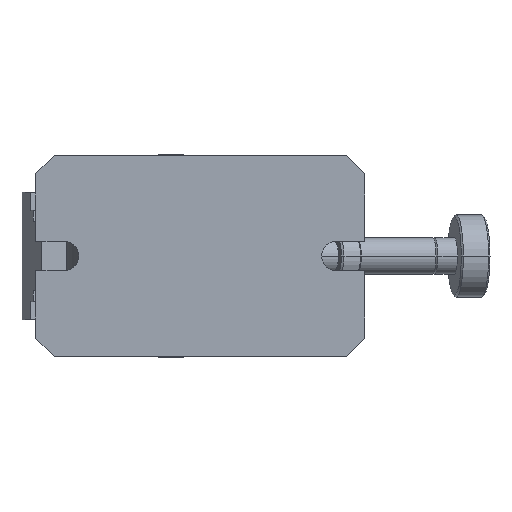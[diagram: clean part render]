
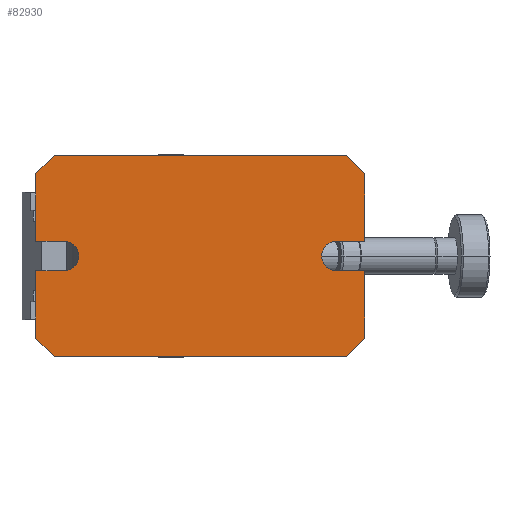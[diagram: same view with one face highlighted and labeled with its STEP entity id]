
A CAD part, front view. The second image highlights one B-rep face of the part: STEP entity #82930.
In plain terms, the highlighted planar face has unit normal (0, -1, 0).
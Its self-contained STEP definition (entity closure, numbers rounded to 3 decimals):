
#16935 = CARTESIAN_POINT ( 'NONE',  ( 150.404, 304.585, 55. ) ) ;
#16936 = DIRECTION ( 'NONE',  ( -1., 0., 0. ) ) ;
#18842 = FACE_OUTER_BOUND ( 'NONE', #47583, .T. ) ;
#22872 = VERTEX_POINT ( 'NONE', #63327 ) ;
#22875 = VERTEX_POINT ( 'NONE', #63333 ) ;
#28344 = EDGE_CURVE ( 'NONE', #47013, #47005, #83502, .T. ) ;
#28351 = EDGE_CURVE ( 'NONE', #44862, #44864, #83513, .T. ) ;
#28443 = EDGE_CURVE ( 'NONE', #45007, #46987, #83743, .T. ) ;
#28447 = EDGE_CURVE ( 'NONE', #44979, #45015, #83754, .T. ) ;
#28449 = EDGE_CURVE ( 'NONE', #47013, #44979, #83721, .T. ) ;
#28451 = EDGE_CURVE ( 'NONE', #47005, #22872, #83763, .T. ) ;
#28453 = EDGE_CURVE ( 'NONE', #22875, #44864, #83768, .T. ) ;
#28456 = EDGE_CURVE ( 'NONE', #46994, #44862, #83774, .T. ) ;
#28458 = EDGE_CURVE ( 'NONE', #47000, #46994, #83760, .T. ) ;
#28460 = EDGE_CURVE ( 'NONE', #46998, #47000, #83779, .T. ) ;
#28462 = EDGE_CURVE ( 'NONE', #44986, #46998, #83785, .T. ) ;
#28464 = EDGE_CURVE ( 'NONE', #44986, #46952, #83787, .T. ) ;
#28466 = EDGE_CURVE ( 'NONE', #45014, #46952, #83797, .T. ) ;
#28468 = EDGE_CURVE ( 'NONE', #45014, #45007, #83800, .T. ) ;
#28471 = EDGE_CURVE ( 'NONE', #45015, #46987, #83804, .T. ) ;
#30305 = CARTESIAN_POINT ( 'NONE',  ( 271.605, 304.585, 8. ) ) ;
#30307 = CARTESIAN_POINT ( 'NONE',  ( 271.605, 304.585, 45. ) ) ;
#30454 = CARTESIAN_POINT ( 'NONE',  ( 436.105, 304.585, 8. ) ) ;
#30463 = CARTESIAN_POINT ( 'NONE',  ( 271.605, 304.585, -45. ) ) ;
#30487 = CARTESIAN_POINT ( 'NONE',  ( 451.605, 304.585, -45. ) ) ;
#30497 = CARTESIAN_POINT ( 'NONE',  ( 441.605, 304.585, -55. ) ) ;
#30498 = CARTESIAN_POINT ( 'NONE',  ( 436.105, 304.585, -8. ) ) ;
#31299 = CARTESIAN_POINT ( 'NONE',  ( 281.605, 304.585, -55. ) ) ;
#31332 = CARTESIAN_POINT ( 'NONE',  ( 451.605, 304.585, -8. ) ) ;
#31340 = CARTESIAN_POINT ( 'NONE',  ( 287.105, 304.585, 8. ) ) ;
#31343 = CARTESIAN_POINT ( 'NONE',  ( 271.605, 304.585, -8. ) ) ;
#31345 = CARTESIAN_POINT ( 'NONE',  ( 287.105, 304.585, -8. ) ) ;
#31351 = CARTESIAN_POINT ( 'NONE',  ( 451.605, 304.585, 45. ) ) ;
#31358 = CARTESIAN_POINT ( 'NONE',  ( 451.605, 304.585, 8. ) ) ;
#31745 = ORIENTED_EDGE ( 'NONE', *, *, #28447, .F. ) ;
#31746 = ORIENTED_EDGE ( 'NONE', *, *, #28449, .F. ) ;
#31747 = ORIENTED_EDGE ( 'NONE', *, *, #28344, .T. ) ;
#31748 = ORIENTED_EDGE ( 'NONE', *, *, #28451, .T. ) ;
#31749 = ORIENTED_EDGE ( 'NONE', *, *, #55915, .T. ) ;
#31750 = ORIENTED_EDGE ( 'NONE', *, *, #28453, .T. ) ;
#31751 = ORIENTED_EDGE ( 'NONE', *, *, #28351, .F. ) ;
#31752 = ORIENTED_EDGE ( 'NONE', *, *, #28456, .F. ) ;
#31753 = ORIENTED_EDGE ( 'NONE', *, *, #28458, .F. ) ;
#31754 = ORIENTED_EDGE ( 'NONE', *, *, #28460, .F. ) ;
#31755 = ORIENTED_EDGE ( 'NONE', *, *, #28462, .F. ) ;
#31756 = ORIENTED_EDGE ( 'NONE', *, *, #28464, .T. ) ;
#31757 = ORIENTED_EDGE ( 'NONE', *, *, #28466, .F. ) ;
#31758 = ORIENTED_EDGE ( 'NONE', *, *, #28468, .T. ) ;
#31759 = ORIENTED_EDGE ( 'NONE', *, *, #28443, .T. ) ;
#31760 = ORIENTED_EDGE ( 'NONE', *, *, #28471, .F. ) ;
#44862 = VERTEX_POINT ( 'NONE', #30305 ) ;
#44864 = VERTEX_POINT ( 'NONE', #30307 ) ;
#44979 = VERTEX_POINT ( 'NONE', #30454 ) ;
#44986 = VERTEX_POINT ( 'NONE', #30463 ) ;
#45007 = VERTEX_POINT ( 'NONE', #30487 ) ;
#45014 = VERTEX_POINT ( 'NONE', #30497 ) ;
#45015 = VERTEX_POINT ( 'NONE', #30498 ) ;
#45207 = AXIS2_PLACEMENT_3D ( 'NONE', #49819, #49824, #49825 ) ;
#46952 = VERTEX_POINT ( 'NONE', #31299 ) ;
#46987 = VERTEX_POINT ( 'NONE', #31332 ) ;
#46994 = VERTEX_POINT ( 'NONE', #31340 ) ;
#46998 = VERTEX_POINT ( 'NONE', #31343 ) ;
#47000 = VERTEX_POINT ( 'NONE', #31345 ) ;
#47005 = VERTEX_POINT ( 'NONE', #31351 ) ;
#47013 = VERTEX_POINT ( 'NONE', #31358 ) ;
#47583 = EDGE_LOOP ( 'NONE', ( #31745, #31746, #31747, #31748, #31749, #31750, #31751, #31752, #31753, #31754, #31755, #31756, #31757, #31758, #31759, #31760 ) ) ;
#49818 = PLANE ( 'NONE',  #45207 ) ;
#49819 = CARTESIAN_POINT ( 'NONE',  ( 150.404, 304.585, -55. ) ) ;
#49824 = DIRECTION ( 'NONE',  ( 0., 1., 0. ) ) ;
#49825 = DIRECTION ( 'NONE',  ( 0., 0., 1. ) ) ;
#55915 = EDGE_CURVE ( 'NONE', #22872, #22875, #83692, .T. ) ;
#56078 = AXIS2_PLACEMENT_3D ( 'NONE', #87383, #87384, #87385 ) ;
#56079 = AXIS2_PLACEMENT_3D ( 'NONE', #87396, #87397, #87398 ) ;
#63327 = CARTESIAN_POINT ( 'NONE',  ( 441.605, 304.585, 55. ) ) ;
#63333 = CARTESIAN_POINT ( 'NONE',  ( 281.605, 304.585, 55. ) ) ;
#82930 = ADVANCED_FACE ( 'NONE', ( #18842 ), #49818, .F. ) ;
#83502 = LINE ( 'NONE', #87282, #83510 ) ;
#83510 = VECTOR ( 'NONE', #87284, 1000. ) ;
#83513 = LINE ( 'NONE', #87283, #83527 ) ;
#83527 = VECTOR ( 'NONE', #87289, 1000. ) ;
#83692 = LINE ( 'NONE', #16935, #83700 ) ;
#83700 = VECTOR ( 'NONE', #16936, 1000. ) ;
#83721 = LINE ( 'NONE', #87382, #83765 ) ;
#83743 = LINE ( 'NONE', #87378, #83752 ) ;
#83752 = VECTOR ( 'NONE', #87379, 1000. ) ;
#83754 = CIRCLE ( 'NONE', #56078, 8. ) ;
#83760 = CIRCLE ( 'NONE', #56079, 8. ) ;
#83763 = LINE ( 'NONE', #87386, #83771 ) ;
#83765 = VECTOR ( 'NONE', #87369, 1000. ) ;
#83768 = LINE ( 'NONE', #87388, #83777 ) ;
#83771 = VECTOR ( 'NONE', #87387, 1000. ) ;
#83774 = LINE ( 'NONE', #87390, #83782 ) ;
#83777 = VECTOR ( 'NONE', #87389, 1000. ) ;
#83779 = LINE ( 'NONE', #87395, #83789 ) ;
#83782 = VECTOR ( 'NONE', #87392, 1000. ) ;
#83785 = LINE ( 'NONE', #87394, #83794 ) ;
#83787 = LINE ( 'NONE', #87393, #83799 ) ;
#83789 = VECTOR ( 'NONE', #87391, 1000. ) ;
#83794 = VECTOR ( 'NONE', #87400, 1000. ) ;
#83797 = LINE ( 'NONE', #87403, #83802 ) ;
#83799 = VECTOR ( 'NONE', #87402, 1000. ) ;
#83800 = LINE ( 'NONE', #87405, #83806 ) ;
#83802 = VECTOR ( 'NONE', #87404, 1000. ) ;
#83804 = LINE ( 'NONE', #87407, #83809 ) ;
#83806 = VECTOR ( 'NONE', #87406, 1000. ) ;
#83809 = VECTOR ( 'NONE', #87409, 1000. ) ;
#87282 = CARTESIAN_POINT ( 'NONE',  ( 451.605, 304.585, -55. ) ) ;
#87283 = CARTESIAN_POINT ( 'NONE',  ( 271.605, 304.585, -55. ) ) ;
#87284 = DIRECTION ( 'NONE',  ( 0., 0., 1. ) ) ;
#87289 = DIRECTION ( 'NONE',  ( 0., 0., 1. ) ) ;
#87369 = DIRECTION ( 'NONE',  ( -1., 0., 0. ) ) ;
#87378 = CARTESIAN_POINT ( 'NONE',  ( 451.605, 304.585, -55. ) ) ;
#87379 = DIRECTION ( 'NONE',  ( 0., 0., 1. ) ) ;
#87382 = CARTESIAN_POINT ( 'NONE',  ( 451.605, 304.585, 8. ) ) ;
#87383 = CARTESIAN_POINT ( 'NONE',  ( 436.105, 304.585, 0. ) ) ;
#87384 = DIRECTION ( 'NONE',  ( 0., -1., 0. ) ) ;
#87385 = DIRECTION ( 'NONE',  ( 0., 0., -1. ) ) ;
#87386 = CARTESIAN_POINT ( 'NONE',  ( 441.605, 304.585, 55. ) ) ;
#87387 = DIRECTION ( 'NONE',  ( -0.707, 0., 0.707 ) ) ;
#87388 = CARTESIAN_POINT ( 'NONE',  ( 271.605, 304.585, 45. ) ) ;
#87389 = DIRECTION ( 'NONE',  ( -0.707, 0., -0.707 ) ) ;
#87390 = CARTESIAN_POINT ( 'NONE',  ( 271.605, 304.585, 8. ) ) ;
#87391 = DIRECTION ( 'NONE',  ( 1., 0., 0. ) ) ;
#87392 = DIRECTION ( 'NONE',  ( -1., 0., 0. ) ) ;
#87393 = CARTESIAN_POINT ( 'NONE',  ( 281.605, 304.585, -55. ) ) ;
#87394 = CARTESIAN_POINT ( 'NONE',  ( 271.605, 304.585, -55. ) ) ;
#87395 = CARTESIAN_POINT ( 'NONE',  ( 271.605, 304.585, -8. ) ) ;
#87396 = CARTESIAN_POINT ( 'NONE',  ( 287.105, 304.585, 0. ) ) ;
#87397 = DIRECTION ( 'NONE',  ( 0., -1., 0. ) ) ;
#87398 = DIRECTION ( 'NONE',  ( 0., 0., 1. ) ) ;
#87400 = DIRECTION ( 'NONE',  ( 0., 0., 1. ) ) ;
#87402 = DIRECTION ( 'NONE',  ( 0.707, 0., -0.707 ) ) ;
#87403 = CARTESIAN_POINT ( 'NONE',  ( 150.404, 304.585, -55. ) ) ;
#87404 = DIRECTION ( 'NONE',  ( -1., 0., 0. ) ) ;
#87405 = CARTESIAN_POINT ( 'NONE',  ( 451.605, 304.585, -45. ) ) ;
#87406 = DIRECTION ( 'NONE',  ( 0.707, 0., 0.707 ) ) ;
#87407 = CARTESIAN_POINT ( 'NONE',  ( 451.605, 304.585, -8. ) ) ;
#87409 = DIRECTION ( 'NONE',  ( 1., 0., 0. ) ) ;
